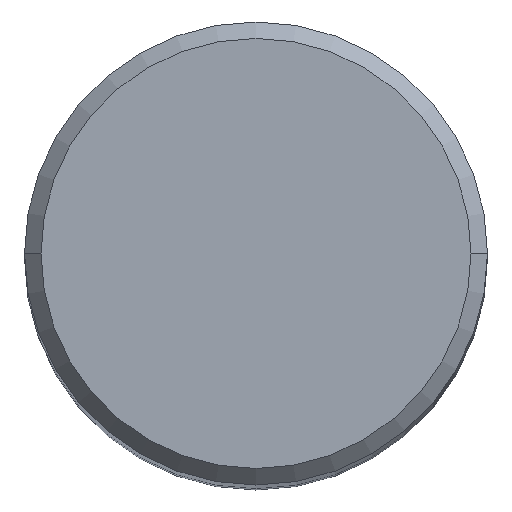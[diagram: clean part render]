
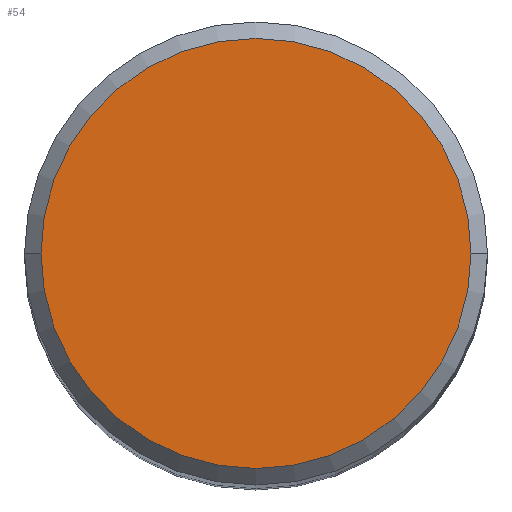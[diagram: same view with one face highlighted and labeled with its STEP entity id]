
A CAD part, top view. The second image highlights one B-rep face of the part: STEP entity #54.
In plain terms, the highlighted planar face has unit normal (0, 0, 1).
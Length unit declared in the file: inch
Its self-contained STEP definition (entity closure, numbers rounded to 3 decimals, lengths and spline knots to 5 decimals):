
#2 = EDGE_CURVE ( 'NONE', #309, #238, #357, .T. ) ;
#54 = ADVANCED_FACE ( 'NONE', ( #327 ), #111, .F. ) ;
#61 = ORIENTED_EDGE ( 'NONE', *, *, #87, .T. ) ;
#85 = DIRECTION ( 'NONE',  ( -1., 0., 0. ) ) ;
#87 = EDGE_CURVE ( 'NONE', #238, #309, #279, .T. ) ;
#111 = PLANE ( 'NONE',  #156 ) ;
#116 = AXIS2_PLACEMENT_3D ( 'NONE', #201, #318, #175 ) ;
#132 = DIRECTION ( 'NONE',  ( 0., 0., 1. ) ) ;
#137 = CARTESIAN_POINT ( 'NONE',  ( -0.26125, 0., 0. ) ) ;
#156 = AXIS2_PLACEMENT_3D ( 'NONE', #329, #193, #85 ) ;
#158 = CARTESIAN_POINT ( 'NONE',  ( 0.26125, 0., 0. ) ) ;
#174 = EDGE_LOOP ( 'NONE', ( #362, #61 ) ) ;
#175 = DIRECTION ( 'NONE',  ( 1., 0., 0. ) ) ;
#193 = DIRECTION ( 'NONE',  ( 0., 0., -1. ) ) ;
#201 = CARTESIAN_POINT ( 'NONE',  ( 0., 0., 0. ) ) ;
#206 = AXIS2_PLACEMENT_3D ( 'NONE', #273, #132, #354 ) ;
#238 = VERTEX_POINT ( 'NONE', #158 ) ;
#273 = CARTESIAN_POINT ( 'NONE',  ( 0., 0., 0. ) ) ;
#279 = CIRCLE ( 'NONE', #116, 0.26125 ) ;
#309 = VERTEX_POINT ( 'NONE', #137 ) ;
#318 = DIRECTION ( 'NONE',  ( 0., 0., 1. ) ) ;
#327 = FACE_OUTER_BOUND ( 'NONE', #174, .T. ) ;
#329 = CARTESIAN_POINT ( 'NONE',  ( 0., 0.26125, 0. ) ) ;
#354 = DIRECTION ( 'NONE',  ( 1., 0., 0. ) ) ;
#357 = CIRCLE ( 'NONE', #206, 0.26125 ) ;
#362 = ORIENTED_EDGE ( 'NONE', *, *, #2, .T. ) ;
